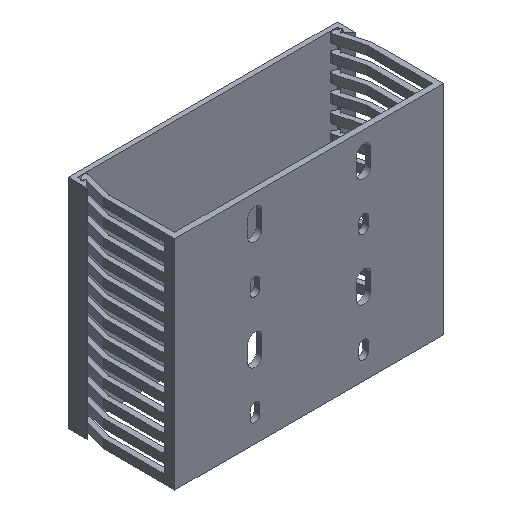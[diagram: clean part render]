
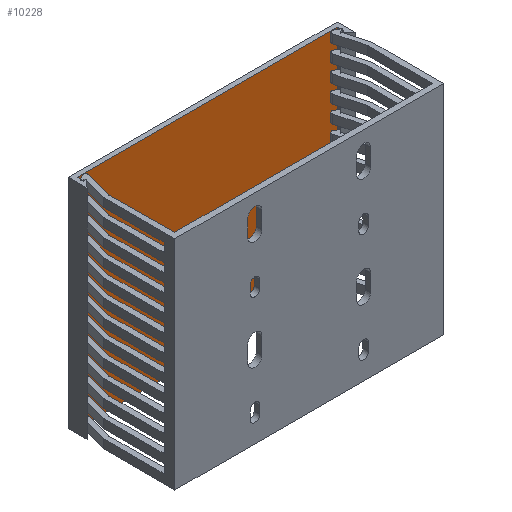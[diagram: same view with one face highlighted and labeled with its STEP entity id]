
A CAD part, isometric view. The second image highlights one B-rep face of the part: STEP entity #10228.
In plain terms, the highlighted planar face has unit normal (0, -1, 0).
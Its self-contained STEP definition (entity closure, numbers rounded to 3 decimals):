
#9996=DIRECTION('',(1.,0.,0.));
#9997=VECTOR('',#9996,119.5);
#9998=CARTESIAN_POINT('',(-59.75,-2.,50.));
#9999=LINE('',#9998,#9997);
#10000=DIRECTION('',(-1.,0.,0.));
#10001=VECTOR('',#10000,119.5);
#10002=CARTESIAN_POINT('',(59.75,-2.,-50.));
#10003=LINE('',#10002,#10001);
#10004=DIRECTION('',(0.,0.,1.));
#10005=VECTOR('',#10004,100.);
#10006=CARTESIAN_POINT('',(-59.75,-2.,-50.));
#10007=LINE('',#10006,#10005);
#10012=DIRECTION('',(0.,0.,1.));
#10013=VECTOR('',#10012,100.);
#10014=CARTESIAN_POINT('',(59.75,-2.,-50.));
#10015=LINE('',#10014,#10013);
#10052=CARTESIAN_POINT('',(-59.75,-2.,-50.));
#10053=CARTESIAN_POINT('',(-59.75,-2.,50.));
#10054=VERTEX_POINT('',#10052);
#10055=VERTEX_POINT('',#10053);
#10056=CARTESIAN_POINT('',(59.75,-2.,-50.));
#10057=CARTESIAN_POINT('',(59.75,-2.,50.));
#10058=VERTEX_POINT('',#10056);
#10059=VERTEX_POINT('',#10057);
#10216=CARTESIAN_POINT('',(-58.75,-2.,-50.));
#10217=DIRECTION('',(0.,-1.,0.));
#10218=DIRECTION('',(1.,0.,0.));
#10219=AXIS2_PLACEMENT_3D('',#10216,#10217,#10218);
#10220=PLANE('',#10219);
#10221=ORIENTED_EDGE('',*,*,#10123,.T.);
#10223=ORIENTED_EDGE('',*,*,#10222,.F.);
#10224=ORIENTED_EDGE('',*,*,#10087,.T.);
#10225=ORIENTED_EDGE('',*,*,#10209,.T.);
#10226=EDGE_LOOP('',(#10221,#10223,#10224,#10225));
#10227=FACE_OUTER_BOUND('',#10226,.F.);
#10087=EDGE_CURVE('',#10058,#10054,#10003,.T.);
#10123=EDGE_CURVE('',#10055,#10059,#9999,.T.);
#10209=EDGE_CURVE('',#10054,#10055,#10007,.T.);
#10222=EDGE_CURVE('',#10058,#10059,#10015,.T.);
#10228=ADVANCED_FACE('',(#10227),#10220,.T.);
